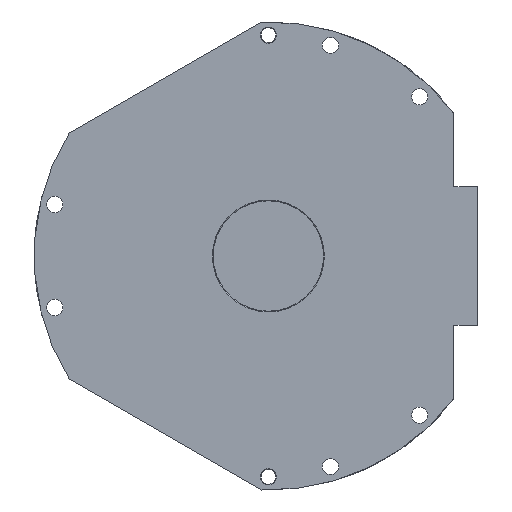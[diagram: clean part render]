
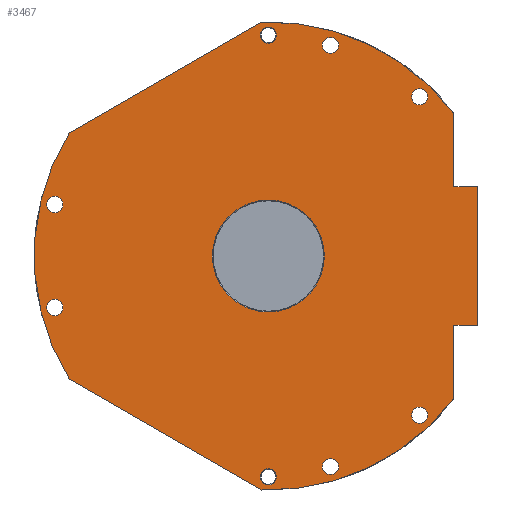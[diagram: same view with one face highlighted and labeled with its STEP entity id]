
A CAD part, front view. The second image highlights one B-rep face of the part: STEP entity #3467.
In plain terms, the highlighted planar face has unit normal (0, -1, 0).
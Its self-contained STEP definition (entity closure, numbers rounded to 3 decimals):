
#3085=CARTESIAN_POINT('',(126.,0.0,-96.979));
#3086=VERTEX_POINT('',#3085);
#3093=CARTESIAN_POINT('',(-4.726,0.0,-158.93));
#3094=VERTEX_POINT('',#3093);
#3095=CARTESIAN_POINT('',(0.0,0.0,0.0));
#3096=DIRECTION('',(0.0,1.0,0.0));
#3097=DIRECTION('',(0.792,0.0,-0.61));
#3098=AXIS2_PLACEMENT_3D('',#3095,#3096,#3097);
#3099=CIRCLE('',#3098,159.);
#3100=EDGE_CURVE('',#3086,#3094,#3099,.T.);
#3141=CARTESIAN_POINT('',(-4.726,0.0,158.93));
#3142=VERTEX_POINT('',#3141);
#3149=CARTESIAN_POINT('',(126.,0.0,96.979));
#3150=VERTEX_POINT('',#3149);
#3151=CARTESIAN_POINT('',(0.0,0.0,0.0));
#3152=DIRECTION('',(0.0,1.,0.0));
#3153=DIRECTION('',(-0.03,0.0,1.));
#3154=AXIS2_PLACEMENT_3D('',#3151,#3152,#3153);
#3155=CIRCLE('',#3154,159.);
#3156=EDGE_CURVE('',#3142,#3150,#3155,.T.);
#3294=CARTESIAN_POINT('',(38.0,0.0,0.));
#3295=VERTEX_POINT('',#3294);
#3296=CARTESIAN_POINT('',(0.0,0.0,0.0));
#3297=DIRECTION('',(0.0,-1.0,0.0));
#3298=DIRECTION('',(-1.0,0.0,0.0));
#3299=AXIS2_PLACEMENT_3D('',#3296,#3297,#3298);
#3300=CIRCLE('',#3299,38.0);
#3301=EDGE_CURVE('',#3295,#3295,#3300,.T.);
#3306=CARTESIAN_POINT('',(2.374,0.0,0.));
#3307=DIRECTION('',(0.0,1.0,0.0));
#3308=DIRECTION('',(0.0,0.0,1.0));
#3309=AXIS2_PLACEMENT_3D('',#3306,#3307,#3308);
#3310=PLANE('',#3309);
#3311=CARTESIAN_POINT('',(-135.274,0.0,-83.557));
#3312=VERTEX_POINT('',#3311);
#3313=CARTESIAN_POINT('',(-135.274,0.0,83.557));
#3314=VERTEX_POINT('',#3313);
#3315=CARTESIAN_POINT('',(0.0,0.0,0.0));
#3316=DIRECTION('',(0.0,1.0,0.0));
#3317=DIRECTION('',(-0.851,0.0,-0.526));
#3318=AXIS2_PLACEMENT_3D('',#3315,#3316,#3317);
#3319=CIRCLE('',#3318,159.0);
#3320=EDGE_CURVE('',#3312,#3314,#3319,.T.);
#3321=ORIENTED_EDGE('',*,*,#3320,.F.);
#3322=CARTESIAN_POINT('',(-4.726,0.0,-158.93));
#3323=DIRECTION('',(-0.866,0.0,0.5));
#3324=VECTOR('',#3323,150.745);
#3325=LINE('',#3322,#3324);
#3326=EDGE_CURVE('',#3094,#3312,#3325,.T.);
#3327=ORIENTED_EDGE('',*,*,#3326,.F.);
#3328=ORIENTED_EDGE('',*,*,#3100,.F.);
#3329=CARTESIAN_POINT('',(126.,0.0,-47.));
#3330=VERTEX_POINT('',#3329);
#3331=CARTESIAN_POINT('',(126.,0.0,-47.));
#3332=DIRECTION('',(0.0,0.0,-1.0));
#3333=VECTOR('',#3332,49.979);
#3334=LINE('',#3331,#3333);
#3335=EDGE_CURVE('',#3330,#3086,#3334,.T.);
#3336=ORIENTED_EDGE('',*,*,#3335,.F.);
#3337=CARTESIAN_POINT('',(142.,0.0,-47.));
#3338=VERTEX_POINT('',#3337);
#3339=CARTESIAN_POINT('',(142.,0.0,-47.));
#3340=DIRECTION('',(-1.0,0.0,0.0));
#3341=VECTOR('',#3340,16.);
#3342=LINE('',#3339,#3341);
#3343=EDGE_CURVE('',#3338,#3330,#3342,.T.);
#3344=ORIENTED_EDGE('',*,*,#3343,.F.);
#3345=CARTESIAN_POINT('',(142.,0.0,47.));
#3346=VERTEX_POINT('',#3345);
#3347=CARTESIAN_POINT('',(142.,0.0,47.));
#3348=DIRECTION('',(0.0,0.0,-1.0));
#3349=VECTOR('',#3348,94.);
#3350=LINE('',#3347,#3349);
#3351=EDGE_CURVE('',#3346,#3338,#3350,.T.);
#3352=ORIENTED_EDGE('',*,*,#3351,.F.);
#3353=CARTESIAN_POINT('',(126.,0.0,47.));
#3354=VERTEX_POINT('',#3353);
#3355=CARTESIAN_POINT('',(126.,0.0,47.));
#3356=DIRECTION('',(1.0,0.0,0.0));
#3357=VECTOR('',#3356,16.);
#3358=LINE('',#3355,#3357);
#3359=EDGE_CURVE('',#3354,#3346,#3358,.T.);
#3360=ORIENTED_EDGE('',*,*,#3359,.F.);
#3361=CARTESIAN_POINT('',(126.,0.0,96.979));
#3362=DIRECTION('',(0.,0.0,-1.0));
#3363=VECTOR('',#3362,49.979);
#3364=LINE('',#3361,#3363);
#3365=EDGE_CURVE('',#3150,#3354,#3364,.T.);
#3366=ORIENTED_EDGE('',*,*,#3365,.F.);
#3367=ORIENTED_EDGE('',*,*,#3156,.F.);
#3368=CARTESIAN_POINT('',(-135.274,0.0,83.557));
#3369=DIRECTION('',(0.866,0.0,0.5));
#3370=VECTOR('',#3369,150.745);
#3371=LINE('',#3368,#3370);
#3372=EDGE_CURVE('',#3314,#3142,#3371,.T.);
#3373=ORIENTED_EDGE('',*,*,#3372,.F.);
#3374=EDGE_LOOP('',(#3321,#3327,#3328,#3336,#3344,#3352,#3360,#3366,#3367,#3373));
#3375=FACE_OUTER_BOUND('',#3374,.T.);
#3376=CARTESIAN_POINT('',(-5.5,0.0,-150.0));
#3377=VERTEX_POINT('',#3376);
#3378=CARTESIAN_POINT('',(0.0,0.0,-150.0));
#3379=DIRECTION('',(0.0,-1.0,0.0));
#3380=DIRECTION('',(1.0,0.0,0.0));
#3381=AXIS2_PLACEMENT_3D('',#3378,#3379,#3380);
#3382=CIRCLE('',#3381,5.5);
#3383=EDGE_CURVE('',#3377,#3377,#3382,.T.);
#3384=ORIENTED_EDGE('',*,*,#3383,.F.);
#3385=EDGE_LOOP('',(#3384));
#3386=FACE_BOUND('',#3385,.T.);
#3387=CARTESIAN_POINT('',(36.689,0.0,-143.074));
#3388=VERTEX_POINT('',#3387);
#3389=CARTESIAN_POINT('',(42.189,0.0,-143.074));
#3390=DIRECTION('',(0.0,1.0,0.0));
#3391=DIRECTION('',(1.0,0.0,0.0));
#3392=AXIS2_PLACEMENT_3D('',#3389,#3390,#3391);
#3393=CIRCLE('',#3392,5.5);
#3394=EDGE_CURVE('',#3388,#3388,#3393,.T.);
#3395=ORIENTED_EDGE('',*,*,#3394,.T.);
#3396=EDGE_LOOP('',(#3395));
#3397=FACE_BOUND('',#3396,.T.);
#3398=CARTESIAN_POINT('',(97.311,0.0,-108.074));
#3399=VERTEX_POINT('',#3398);
#3400=CARTESIAN_POINT('',(102.811,0.0,-108.074));
#3401=DIRECTION('',(0.0,1.0,0.0));
#3402=DIRECTION('',(1.0,0.0,0.0));
#3403=AXIS2_PLACEMENT_3D('',#3400,#3401,#3402);
#3404=CIRCLE('',#3403,5.5);
#3405=EDGE_CURVE('',#3399,#3399,#3404,.T.);
#3406=ORIENTED_EDGE('',*,*,#3405,.T.);
#3407=EDGE_LOOP('',(#3406));
#3408=FACE_BOUND('',#3407,.T.);
#3409=CARTESIAN_POINT('',(97.311,0.0,108.074));
#3410=VERTEX_POINT('',#3409);
#3411=CARTESIAN_POINT('',(102.811,0.0,108.074));
#3412=DIRECTION('',(0.0,1.0,0.0));
#3413=DIRECTION('',(1.0,0.0,0.0));
#3414=AXIS2_PLACEMENT_3D('',#3411,#3412,#3413);
#3415=CIRCLE('',#3414,5.5);
#3416=EDGE_CURVE('',#3410,#3410,#3415,.T.);
#3417=ORIENTED_EDGE('',*,*,#3416,.T.);
#3418=EDGE_LOOP('',(#3417));
#3419=FACE_BOUND('',#3418,.T.);
#3420=CARTESIAN_POINT('',(-150.5,0.0,-35.0));
#3421=VERTEX_POINT('',#3420);
#3422=CARTESIAN_POINT('',(-145.0,0.0,-35.0));
#3423=DIRECTION('',(0.0,1.0,0.0));
#3424=DIRECTION('',(1.0,0.0,0.0));
#3425=AXIS2_PLACEMENT_3D('',#3422,#3423,#3424);
#3426=CIRCLE('',#3425,5.5);
#3427=EDGE_CURVE('',#3421,#3421,#3426,.T.);
#3428=ORIENTED_EDGE('',*,*,#3427,.T.);
#3429=EDGE_LOOP('',(#3428));
#3430=FACE_BOUND('',#3429,.T.);
#3431=CARTESIAN_POINT('',(-150.5,0.0,35.0));
#3432=VERTEX_POINT('',#3431);
#3433=CARTESIAN_POINT('',(-145.0,0.0,35.0));
#3434=DIRECTION('',(0.0,1.0,0.0));
#3435=DIRECTION('',(1.0,0.0,0.0));
#3436=AXIS2_PLACEMENT_3D('',#3433,#3434,#3435);
#3437=CIRCLE('',#3436,5.5);
#3438=EDGE_CURVE('',#3432,#3432,#3437,.T.);
#3439=ORIENTED_EDGE('',*,*,#3438,.T.);
#3440=EDGE_LOOP('',(#3439));
#3441=FACE_BOUND('',#3440,.T.);
#3442=CARTESIAN_POINT('',(36.689,0.0,143.074));
#3443=VERTEX_POINT('',#3442);
#3444=CARTESIAN_POINT('',(42.189,0.0,143.074));
#3445=DIRECTION('',(0.0,1.0,0.0));
#3446=DIRECTION('',(1.0,0.0,0.0));
#3447=AXIS2_PLACEMENT_3D('',#3444,#3445,#3446);
#3448=CIRCLE('',#3447,5.5);
#3449=EDGE_CURVE('',#3443,#3443,#3448,.T.);
#3450=ORIENTED_EDGE('',*,*,#3449,.T.);
#3451=EDGE_LOOP('',(#3450));
#3452=FACE_BOUND('',#3451,.T.);
#3453=CARTESIAN_POINT('',(-5.5,0.0,150.0));
#3454=VERTEX_POINT('',#3453);
#3455=CARTESIAN_POINT('',(0.0,0.0,150.0));
#3456=DIRECTION('',(0.0,-1.0,0.0));
#3457=DIRECTION('',(1.0,0.0,0.0));
#3458=AXIS2_PLACEMENT_3D('',#3455,#3456,#3457);
#3459=CIRCLE('',#3458,5.5);
#3460=EDGE_CURVE('',#3454,#3454,#3459,.T.);
#3461=ORIENTED_EDGE('',*,*,#3460,.F.);
#3462=EDGE_LOOP('',(#3461));
#3463=FACE_BOUND('',#3462,.T.);
#3464=ORIENTED_EDGE('',*,*,#3301,.F.);
#3465=EDGE_LOOP('',(#3464));
#3466=FACE_BOUND('',#3465,.T.);
#3467=ADVANCED_FACE('',(#3375,#3386,#3397,#3408,#3419,#3430,#3441,#3452,#3463,#3466),#3310,.F.);
